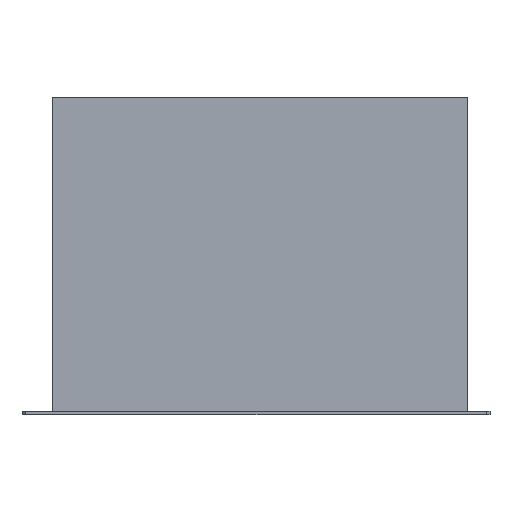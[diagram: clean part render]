
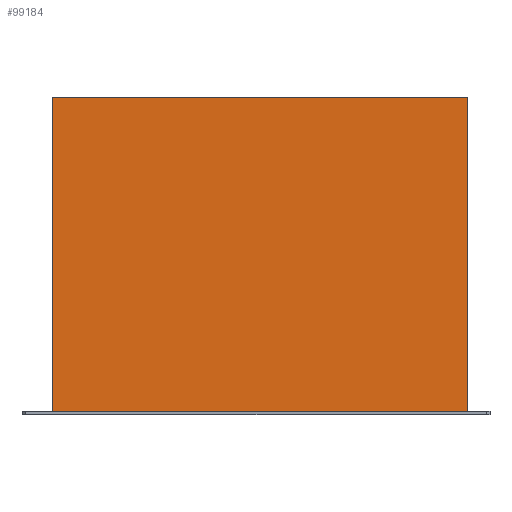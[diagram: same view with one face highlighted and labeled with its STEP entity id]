
A CAD part, left-side view. The second image highlights one B-rep face of the part: STEP entity #99184.
In plain terms, the highlighted planar face has unit normal (-1, 0, 0).
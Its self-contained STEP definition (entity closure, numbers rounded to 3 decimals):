
#9497=FACE_OUTER_BOUND('',#14979,.T.);
#14979=EDGE_LOOP('',(#90279,#90280,#90281,#90282));
#24971=LINE('',#161033,#36535);
#25003=LINE('',#161224,#36567);
#26436=LINE('',#167099,#38000);
#26520=LINE('',#167278,#38084);
#36535=VECTOR('',#119609,10.);
#36567=VECTOR('',#119903,10.);
#38000=VECTOR('',#122334,10.);
#38084=VECTOR('',#122608,10.);
#46187=VERTEX_POINT('',#161030);
#46188=VERTEX_POINT('',#161032);
#46216=VERTEX_POINT('',#161222);
#47597=VERTEX_POINT('',#167098);
#59713=EDGE_CURVE('',#46187,#46188,#24971,.T.);
#59754=EDGE_CURVE('',#46216,#46187,#25003,.T.);
#61720=EDGE_CURVE('',#47597,#46188,#26436,.T.);
#61804=EDGE_CURVE('',#47597,#46216,#26520,.T.);
#90279=ORIENTED_EDGE('',*,*,#61804,.F.);
#90280=ORIENTED_EDGE('',*,*,#61720,.T.);
#90281=ORIENTED_EDGE('',*,*,#59713,.F.);
#90282=ORIENTED_EDGE('',*,*,#59754,.F.);
#94071=PLANE('',#103179);
#99184=ADVANCED_FACE('',(#9497),#94071,.T.);
#103179=AXIS2_PLACEMENT_3D('',#167332,#122690,#122691);
#119609=DIRECTION('',(0.,-1.,0.));
#119903=DIRECTION('',(0.,0.,1.));
#122334=DIRECTION('',(0.,0.,1.));
#122608=DIRECTION('',(0.,1.,0.));
#122690=DIRECTION('center_axis',(-1.,0.,0.));
#122691=DIRECTION('ref_axis',(0.,-1.,0.));
#161030=CARTESIAN_POINT('',(-47.5,115.,180.));
#161032=CARTESIAN_POINT('',(-47.5,-120.,180.));
#161033=CARTESIAN_POINT('',(-47.5,-120.,180.));
#161222=CARTESIAN_POINT('',(-47.5,115.,2.));
#161224=CARTESIAN_POINT('',(-47.5,115.,2.));
#167098=CARTESIAN_POINT('',(-47.5,-120.,2.));
#167099=CARTESIAN_POINT('',(-47.5,-120.,2.));
#167278=CARTESIAN_POINT('',(-47.5,-120.,2.));
#167332=CARTESIAN_POINT('Origin',(-47.5,115.,2.));
